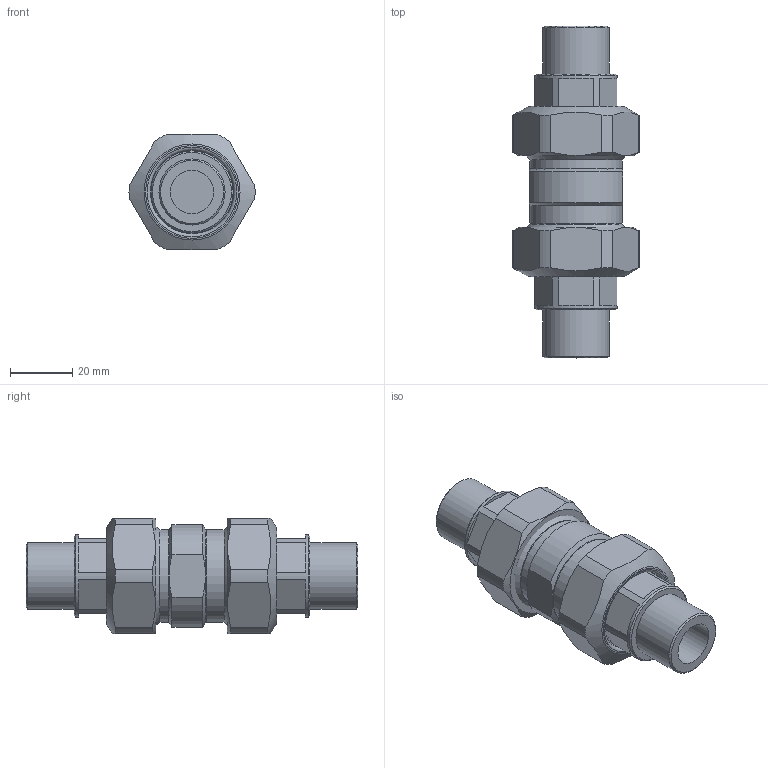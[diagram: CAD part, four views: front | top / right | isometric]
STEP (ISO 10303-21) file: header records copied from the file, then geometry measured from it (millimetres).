
FILE_DESCRIPTION(/* description */ (''),/* implementation_level */ '2;1');
FILE_NAME(/* name */ '304740A_Simplify_1.stp',/* time_stamp */ '2025-08-21T10:47:54-05:00',/* author */ ('ischreiner'),/* organization */ (''),/* preprocessor_version */ 'ST-DEVELOPER v20',/* originating_system */ 'Autodesk Inventor 2025',/* authorisation */ '');
FILE_SCHEMA (('AUTOMOTIVE_DESIGN { 1 0 10303 214 3 1 1 }'));
Length unit declared in the file: inch
Products named in the file (1): 304740A_Simplify_1
Bounding box: 40.63 x 107 x 37.08 mm (x, y, z)
Volume: 63966.8 mm3; surface area: 24855.6 mm2
Topology: 5 solids, 5 shells, 130 faces, 284 edges, 182 vertices
Faces by surface type: plane 66, cylinder 32, cone 24, torus 8
Full cylindrical faces by diameter (mm): 14 x2, 21.3 x2, 26.5 x2, 26.924 x2, 29.8 x2, 30 x4, 30.302 x2, 33 x2
Entity records: 3804 total; most frequent: CARTESIAN_POINT 697, DIRECTION 652, ORIENTED_EDGE 568, EDGE_CURVE 284, AXIS2_PLACEMENT_3D 269, VERTEX_POINT 182, EDGE_LOOP 156, CIRCLE 138
